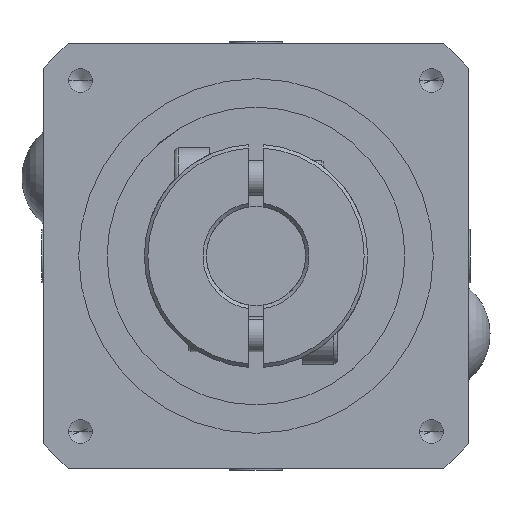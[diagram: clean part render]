
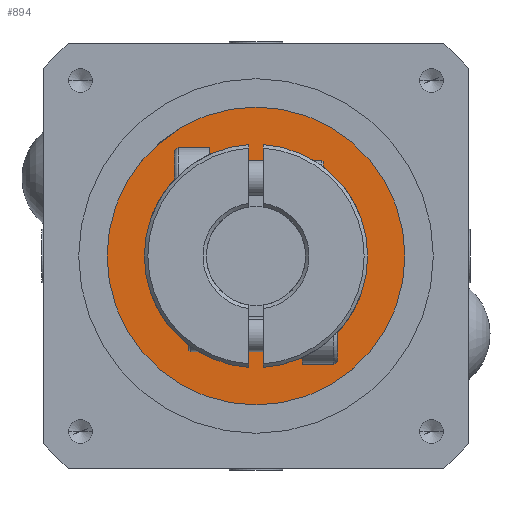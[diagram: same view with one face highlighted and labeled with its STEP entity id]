
A CAD part, left-side view. The second image highlights one B-rep face of the part: STEP entity #894.
In plain terms, the highlighted face is planar.
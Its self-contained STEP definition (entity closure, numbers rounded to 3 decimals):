
#193 = CARTESIAN_POINT ( 'NONE',  ( 0., 0., 12.5 ) ) ;
#341 = AXIS2_PLACEMENT_3D ( 'NONE', #1713, #6617, #2411 ) ;
#692 = EDGE_CURVE ( 'NONE', #4236, #5628, #5189, .T. ) ;
#894 = ADVANCED_FACE ( 'NONE', ( #3867 ), #5623, .T. ) ;
#1410 = DIRECTION ( 'NONE',  ( 0., 0., 1. ) ) ;
#1708 = CIRCLE ( 'NONE', #341, 29.5 ) ;
#1713 = CARTESIAN_POINT ( 'NONE',  ( 0., 0., 12.5 ) ) ;
#2216 = CARTESIAN_POINT ( 'NONE',  ( 0., 0., 12.5 ) ) ;
#2411 = DIRECTION ( 'NONE',  ( 1., 0., 0. ) ) ;
#2912 = DIRECTION ( 'NONE',  ( 1., 0., 0. ) ) ;
#3269 = CARTESIAN_POINT ( 'NONE',  ( -29.5, 0., 12.5 ) ) ;
#3415 = CARTESIAN_POINT ( 'NONE',  ( 29.5, 0., 12.5 ) ) ;
#3762 = AXIS2_PLACEMENT_3D ( 'NONE', #193, #1410, #6306 ) ;
#3867 = FACE_OUTER_BOUND ( 'NONE', #8642, .T. ) ;
#4236 = VERTEX_POINT ( 'NONE', #3415 ) ;
#4867 = AXIS2_PLACEMENT_3D ( 'NONE', #2216, #7133, #2912 ) ;
#5141 = ORIENTED_EDGE ( 'NONE', *, *, #692, .T. ) ;
#5189 = CIRCLE ( 'NONE', #4867, 29.5 ) ;
#5623 = PLANE ( 'NONE',  #3762 ) ;
#5628 = VERTEX_POINT ( 'NONE', #3269 ) ;
#6306 = DIRECTION ( 'NONE',  ( 1., 0., 0. ) ) ;
#6617 = DIRECTION ( 'NONE',  ( 0., 0., 1. ) ) ;
#7037 = EDGE_CURVE ( 'NONE', #5628, #4236, #1708, .T. ) ;
#7046 = ORIENTED_EDGE ( 'NONE', *, *, #7037, .T. ) ;
#7133 = DIRECTION ( 'NONE',  ( 0., 0., 1. ) ) ;
#8642 = EDGE_LOOP ( 'NONE', ( #7046, #5141 ) ) ;
